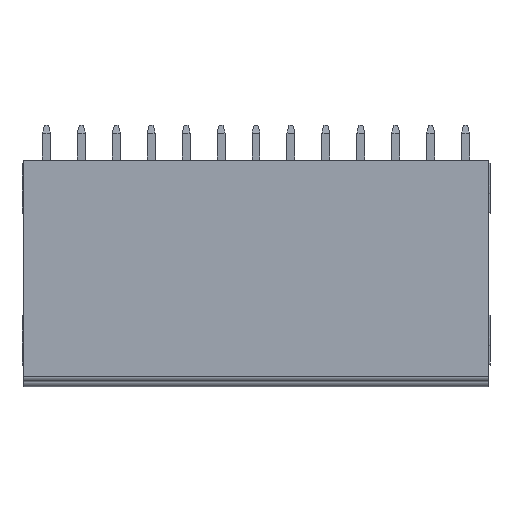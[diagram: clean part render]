
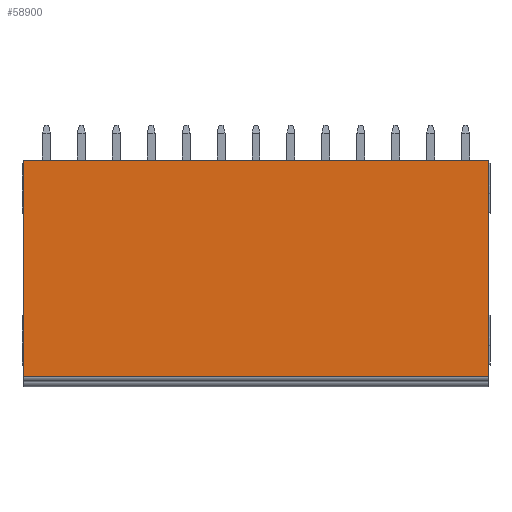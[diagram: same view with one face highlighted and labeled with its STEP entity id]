
A CAD part, top view. The second image highlights one B-rep face of the part: STEP entity #58900.
In plain terms, the highlighted planar face has unit normal (0, 0, 1).
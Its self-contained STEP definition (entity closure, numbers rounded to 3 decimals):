
#21057=DIRECTION('',(-1.,0.,0.));
#21058=VECTOR('',#21057,46.6);
#21059=CARTESIAN_POINT('',(-0.15,-10.3,9.2));
#21060=LINE('',#21059,#21058);
#21066=DIRECTION('',(0.,-1.,0.));
#21067=VECTOR('',#21066,21.7);
#21068=CARTESIAN_POINT('',(-46.75,11.4,9.2));
#21069=LINE('',#21068,#21067);
#21070=DIRECTION('',(-1.,0.,0.));
#21071=VECTOR('',#21070,46.6);
#21072=CARTESIAN_POINT('',(-0.15,11.4,9.2));
#21073=LINE('',#21072,#21071);
#21074=DIRECTION('',(0.,-1.,0.));
#21075=VECTOR('',#21074,21.7);
#21076=CARTESIAN_POINT('',(-0.15,11.4,9.2));
#21077=LINE('',#21076,#21075);
#27010=CARTESIAN_POINT('',(-0.15,11.4,9.2));
#27011=VERTEX_POINT('',#27010);
#27012=CARTESIAN_POINT('',(-0.15,-10.3,9.2));
#27013=VERTEX_POINT('',#27012);
#29424=CARTESIAN_POINT('',(-46.75,11.4,9.2));
#29425=VERTEX_POINT('',#29424);
#29426=CARTESIAN_POINT('',(-46.75,-10.3,9.2));
#29427=VERTEX_POINT('',#29426);
#58888=CARTESIAN_POINT('',(0.,11.4,9.2));
#58889=DIRECTION('',(0.,0.,1.));
#58890=DIRECTION('',(0.,-1.,0.));
#58891=AXIS2_PLACEMENT_3D('',#58888,#58889,#58890);
#58892=PLANE('',#58891);
#58893=ORIENTED_EDGE('',*,*,#44021,.F.);
#58895=ORIENTED_EDGE('',*,*,#58894,.F.);
#58896=ORIENTED_EDGE('',*,*,#58677,.T.);
#58897=ORIENTED_EDGE('',*,*,#58881,.T.);
#58898=EDGE_LOOP('',(#58893,#58895,#58896,#58897));
#58899=FACE_OUTER_BOUND('',#58898,.F.);
#58900=ADVANCED_FACE('',(#58899),#58892,.T.);
#44021=EDGE_CURVE('',#29425,#29427,#21069,.T.);
#58677=EDGE_CURVE('',#27011,#27013,#21077,.T.);
#58881=EDGE_CURVE('',#27013,#29427,#21060,.T.);
#58894=EDGE_CURVE('',#27011,#29425,#21073,.T.);
